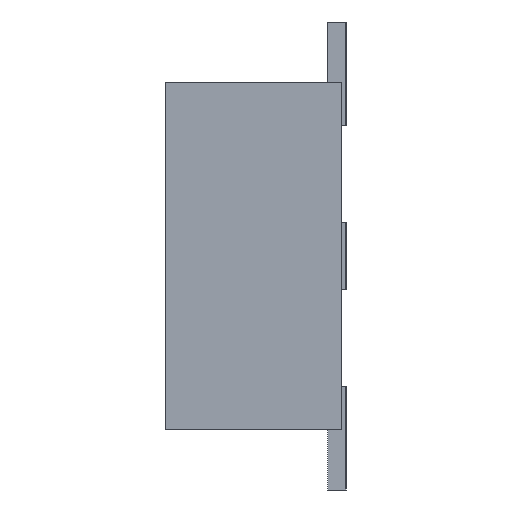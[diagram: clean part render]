
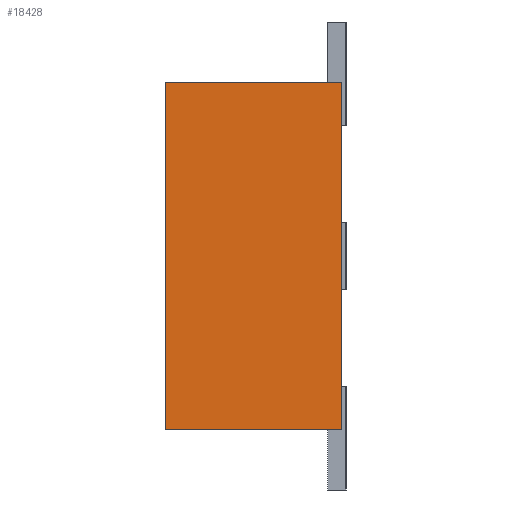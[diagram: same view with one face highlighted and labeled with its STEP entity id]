
A CAD part, left-side view. The second image highlights one B-rep face of the part: STEP entity #18428.
In plain terms, the highlighted planar face has unit normal (-1, 0, 0).
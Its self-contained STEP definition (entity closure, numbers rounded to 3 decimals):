
#41=DIRECTION('',(0.,0.,1.));
#42=VECTOR('',#41,1.54);
#43=CARTESIAN_POINT('',(-7.53,0.,-0.77));
#44=LINE('',#43,#42);
#4817=DIRECTION('',(0.,0.,1.));
#4818=VECTOR('',#4817,1.54);
#4819=CARTESIAN_POINT('',(-7.53,0.78,-0.77));
#4820=LINE('',#4819,#4818);
#5697=DIRECTION('',(0.,1.,0.));
#5698=VECTOR('',#5697,0.78);
#5699=CARTESIAN_POINT('',(-7.53,0.,-0.77));
#5700=LINE('',#5699,#5698);
#5701=DIRECTION('',(0.,-1.,0.));
#5702=VECTOR('',#5701,0.78);
#5703=CARTESIAN_POINT('',(-7.53,0.78,0.77));
#5704=LINE('',#5703,#5702);
#8561=CARTESIAN_POINT('',(-7.53,0.,0.77));
#8562=VERTEX_POINT('',#8561);
#8563=CARTESIAN_POINT('',(-7.53,0.,-0.77));
#8564=VERTEX_POINT('',#8563);
#9225=CARTESIAN_POINT('',(-7.53,0.78,0.77));
#9227=VERTEX_POINT('',#9225);
#9231=CARTESIAN_POINT('',(-7.53,0.78,-0.77));
#9232=VERTEX_POINT('',#9231);
#18416=CARTESIAN_POINT('',(-7.53,0.,0.77));
#18417=DIRECTION('',(-1.,0.,0.));
#18418=DIRECTION('',(0.,0.,-1.));
#18419=AXIS2_PLACEMENT_3D('',#18416,#18417,#18418);
#18420=PLANE('',#18419);
#18421=ORIENTED_EDGE('',*,*,#18410,.T.);
#18422=ORIENTED_EDGE('',*,*,#17345,.T.);
#18424=ORIENTED_EDGE('',*,*,#18423,.T.);
#18425=ORIENTED_EDGE('',*,*,#11418,.F.);
#18426=EDGE_LOOP('',(#18421,#18422,#18424,#18425));
#18427=FACE_OUTER_BOUND('',#18426,.F.);
#18428=ADVANCED_FACE('',(#18427),#18420,.T.);
#11418=EDGE_CURVE('',#8564,#8562,#44,.T.);
#17345=EDGE_CURVE('',#9232,#9227,#4820,.T.);
#18410=EDGE_CURVE('',#8564,#9232,#5700,.T.);
#18423=EDGE_CURVE('',#9227,#8562,#5704,.T.);
